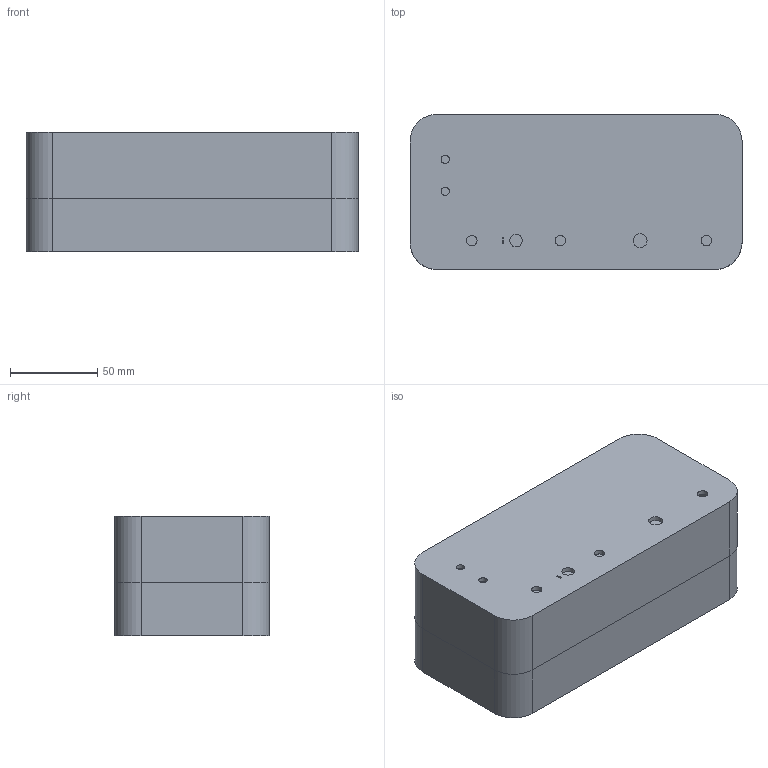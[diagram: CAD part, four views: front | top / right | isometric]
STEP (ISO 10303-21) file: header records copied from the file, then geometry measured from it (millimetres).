
FILE_DESCRIPTION(/* description */ (''),/* implementation_level */ '2;1');
FILE_NAME(/* name */ 'Tape Filter and Amp Case.step',/* time_stamp */ '2026-01-23T12:58:53-06:00',/* author */ (''),/* organization */ (''),/* preprocessor_version */ 'ST-DEVELOPER v20.1',/* originating_system */ 'Autodesk Translation Framework v14.21.0.0',/* authorisation */ '');
FILE_SCHEMA (('AUTOMOTIVE_DESIGN { 1 0 10303 214 3 1 1 }'));
Length unit declared in the file: inch
Products named in the file (2): Tape Filter and Amp Case; PCB
Assembly tree (1 placements, depth 2):
  Tape Filter and Amp Case
    PCB
Bounding box: 190.5 x 88.9 x 68.71 mm (x, y, z)
Volume: 365415.4 mm3; surface area: 190615.5 mm2
Topology: 4 solids, 4 shells, 249 faces, 597 edges, 398 vertices
Faces by surface type: plane 155, cylinder 94
Full cylindrical faces by diameter (mm): 1.905 x4, 2.235 x4, 3.277 x4, 3.3 x1, 3.81 x10, 4.801 x2, 6 x6, 6.35 x8, 7.2 x1, 8 x1, 10.064 x1, 11.43 x7
Entity records: 7371 total; most frequent: DIRECTION 1289, CARTESIAN_POINT 1247, ORIENTED_EDGE 1194, EDGE_CURVE 597, AXIS2_PLACEMENT_3D 440, LINE 409, VECTOR 409, VERTEX_POINT 398
